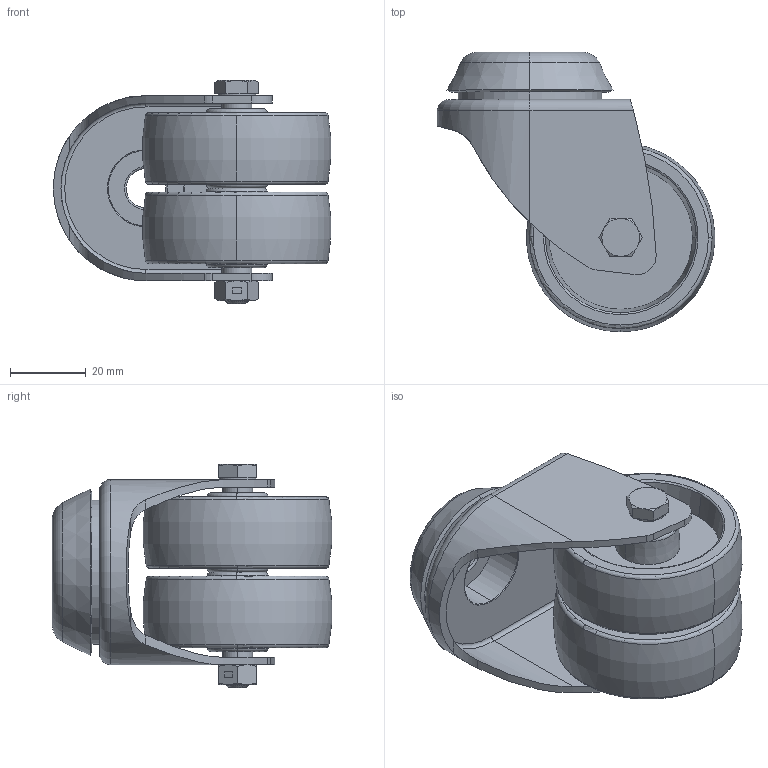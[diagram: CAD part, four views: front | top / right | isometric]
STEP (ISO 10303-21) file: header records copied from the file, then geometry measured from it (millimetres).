
FILE_DESCRIPTION (( 'STEP AP214' ), '1' );
FILE_NAME ('0010940INF_L-AD-PAA-050-G-1_(A-01).step', '2019-03-22T13:03:08', ( '' ), ( '' ), 'SwSTEP 2.0', 'SolidWorks 2018', '' );
FILE_SCHEMA (( 'AUTOMOTIVE_DESIGN' ));
Length unit declared in the file: millimetre
Products named in the file (1): 0010940INF_L-AD-PAA-050-G-1_(A-01)
Bounding box: 73.34 x 73.91 x 59 mm (x, y, z)
Volume: 69410.4 mm3; surface area: 36157.5 mm2
Topology: 6 solids, 6 shells, 197 faces, 470 edges, 302 vertices
Faces by surface type: plane 66, torus 44, cone 44, cylinder 43
Entity records: 8314 total; most frequent: CARTESIAN_POINT 1304, DIRECTION 1092, ORIENTED_EDGE 940, AXIS2_PLACEMENT_3D 474, EDGE_CURVE 470, VERTEX_POINT 302, CIRCLE 276, EDGE_LOOP 228
